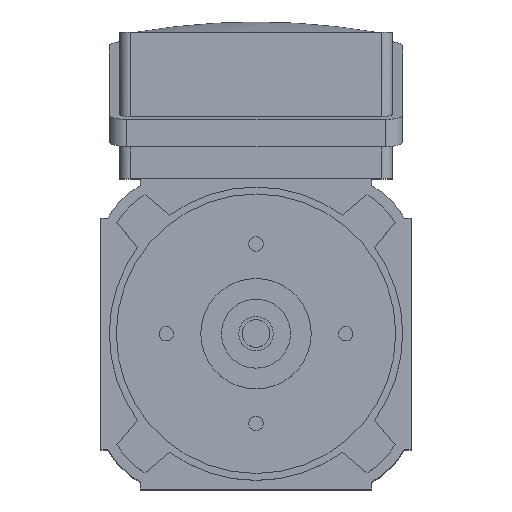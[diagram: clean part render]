
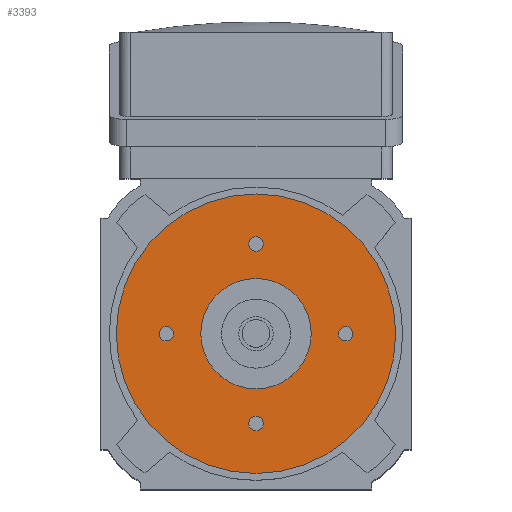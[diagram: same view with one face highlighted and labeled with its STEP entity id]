
A CAD part, top view. The second image highlights one B-rep face of the part: STEP entity #3393.
In plain terms, the highlighted planar face has unit normal (0, 0, 1).
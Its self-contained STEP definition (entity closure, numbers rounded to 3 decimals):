
#3 = CIRCLE ( 'NONE', #3557, 2.1 ) ;
#136 = AXIS2_PLACEMENT_3D ( 'NONE', #2963, #2533, #370 ) ;
#202 = EDGE_CURVE ( 'NONE', #4042, #3946, #1571, .T. ) ;
#224 = EDGE_CURVE ( 'NONE', #5553, #3909, #5463, .T. ) ;
#320 = CIRCLE ( 'NONE', #2499, 40.5 ) ;
#345 = ORIENTED_EDGE ( 'NONE', *, *, #2524, .F. ) ;
#370 = DIRECTION ( 'NONE',  ( 1., 0., 0. ) ) ;
#377 = DIRECTION ( 'NONE',  ( 0., 0., 1. ) ) ;
#402 = ORIENTED_EDGE ( 'NONE', *, *, #202, .F. ) ;
#422 = AXIS2_PLACEMENT_3D ( 'NONE', #1673, #377, #2116 ) ;
#433 = EDGE_CURVE ( 'NONE', #2029, #3079, #3000, .T. ) ;
#457 = VERTEX_POINT ( 'NONE', #3774 ) ;
#505 = DIRECTION ( 'NONE',  ( 1., 0., 0. ) ) ;
#506 = CIRCLE ( 'NONE', #1971, 2.1 ) ;
#587 = CIRCLE ( 'NONE', #3780, 2.1 ) ;
#615 = ORIENTED_EDGE ( 'NONE', *, *, #4916, .T. ) ;
#647 = EDGE_LOOP ( 'NONE', ( #4798, #1492 ) ) ;
#676 = VERTEX_POINT ( 'NONE', #1857 ) ;
#686 = DIRECTION ( 'NONE',  ( 0., 0., 1. ) ) ;
#702 = CARTESIAN_POINT ( 'NONE',  ( 0., 0., 0. ) ) ;
#739 = EDGE_LOOP ( 'NONE', ( #3939, #345 ) ) ;
#753 = CARTESIAN_POINT ( 'NONE',  ( 0., 26., 0. ) ) ;
#754 = DIRECTION ( 'NONE',  ( 1., 0., 0. ) ) ;
#755 = DIRECTION ( 'NONE',  ( 1., 0., 0. ) ) ;
#822 = DIRECTION ( 'NONE',  ( 0., 0., 1. ) ) ;
#857 = CARTESIAN_POINT ( 'NONE',  ( 0., 0., 0. ) ) ;
#935 = VERTEX_POINT ( 'NONE', #2380 ) ;
#937 = CIRCLE ( 'NONE', #1671, 16. ) ;
#1038 = EDGE_CURVE ( 'NONE', #3079, #2029, #3, .T. ) ;
#1200 = FACE_BOUND ( 'NONE', #4536, .T. ) ;
#1263 = DIRECTION ( 'NONE',  ( 0., 0., 1. ) ) ;
#1350 = CARTESIAN_POINT ( 'NONE',  ( 2.1, 26., 0. ) ) ;
#1397 = CARTESIAN_POINT ( 'NONE',  ( -26., 0., 0. ) ) ;
#1468 = CARTESIAN_POINT ( 'NONE',  ( -28.1, 0., 0. ) ) ;
#1492 = ORIENTED_EDGE ( 'NONE', *, *, #4560, .F. ) ;
#1526 = ORIENTED_EDGE ( 'NONE', *, *, #3040, .T. ) ;
#1536 = CARTESIAN_POINT ( 'NONE',  ( 26., 0., 0. ) ) ;
#1558 = CARTESIAN_POINT ( 'NONE',  ( 0., -26., 0. ) ) ;
#1565 = DIRECTION ( 'NONE',  ( 1., 0., 0. ) ) ;
#1571 = CIRCLE ( 'NONE', #2296, 2.1 ) ;
#1630 = FACE_BOUND ( 'NONE', #647, .T. ) ;
#1671 = AXIS2_PLACEMENT_3D ( 'NONE', #702, #2437, #3358 ) ;
#1673 = CARTESIAN_POINT ( 'NONE',  ( 0., 0., 0. ) ) ;
#1720 = DIRECTION ( 'NONE',  ( 0., 0., 1. ) ) ;
#1819 = CARTESIAN_POINT ( 'NONE',  ( 0., 0., 0. ) ) ;
#1857 = CARTESIAN_POINT ( 'NONE',  ( 40.5, 0., 0. ) ) ;
#1895 = VERTEX_POINT ( 'NONE', #5215 ) ;
#1924 = CARTESIAN_POINT ( 'NONE',  ( -23.9, 0., 0. ) ) ;
#1935 = EDGE_LOOP ( 'NONE', ( #2480, #402 ) ) ;
#1971 = AXIS2_PLACEMENT_3D ( 'NONE', #4303, #1263, #5122 ) ;
#2010 = DIRECTION ( 'NONE',  ( 1., 0., 0. ) ) ;
#2029 = VERTEX_POINT ( 'NONE', #2788 ) ;
#2049 = CARTESIAN_POINT ( 'NONE',  ( 0., 0., 0. ) ) ;
#2116 = DIRECTION ( 'NONE',  ( 1., 0., 0. ) ) ;
#2124 = DIRECTION ( 'NONE',  ( 1., 0., 0. ) ) ;
#2241 = CIRCLE ( 'NONE', #422, 40.5 ) ;
#2296 = AXIS2_PLACEMENT_3D ( 'NONE', #1397, #2852, #505 ) ;
#2380 = CARTESIAN_POINT ( 'NONE',  ( -40.5, 0., 0. ) ) ;
#2437 = DIRECTION ( 'NONE',  ( 0., 0., 1. ) ) ;
#2480 = ORIENTED_EDGE ( 'NONE', *, *, #5029, .F. ) ;
#2499 = AXIS2_PLACEMENT_3D ( 'NONE', #2049, #2867, #5086 ) ;
#2502 = FACE_BOUND ( 'NONE', #739, .T. ) ;
#2524 = EDGE_CURVE ( 'NONE', #3256, #457, #937, .T. ) ;
#2533 = DIRECTION ( 'NONE',  ( 0., 0., 1. ) ) ;
#2657 = ORIENTED_EDGE ( 'NONE', *, *, #433, .F. ) ;
#2683 = EDGE_CURVE ( 'NONE', #1895, #4988, #3023, .T. ) ;
#2746 = AXIS2_PLACEMENT_3D ( 'NONE', #1558, #686, #2010 ) ;
#2788 = CARTESIAN_POINT ( 'NONE',  ( -2.1, 26., 0. ) ) ;
#2852 = DIRECTION ( 'NONE',  ( 0., 0., 1. ) ) ;
#2859 = DIRECTION ( 'NONE',  ( 0., 0., 1. ) ) ;
#2867 = DIRECTION ( 'NONE',  ( 0., 0., 1. ) ) ;
#2885 = DIRECTION ( 'NONE',  ( 0., 0., 1. ) ) ;
#2953 = EDGE_CURVE ( 'NONE', #4988, #1895, #506, .T. ) ;
#2963 = CARTESIAN_POINT ( 'NONE',  ( 0., -26., 0. ) ) ;
#3000 = CIRCLE ( 'NONE', #3461, 2.1 ) ;
#3023 = CIRCLE ( 'NONE', #3663, 2.1 ) ;
#3040 = EDGE_CURVE ( 'NONE', #935, #676, #2241, .T. ) ;
#3079 = VERTEX_POINT ( 'NONE', #1350 ) ;
#3122 = DIRECTION ( 'NONE',  ( 1., 0., 0. ) ) ;
#3159 = AXIS2_PLACEMENT_3D ( 'NONE', #1819, #822, #3122 ) ;
#3256 = VERTEX_POINT ( 'NONE', #4518 ) ;
#3317 = CARTESIAN_POINT ( 'NONE',  ( 0., 26., 0. ) ) ;
#3358 = DIRECTION ( 'NONE',  ( 1., 0., 0. ) ) ;
#3393 = ADVANCED_FACE ( 'NONE', ( #3792, #5513, #1630, #1200, #4664, #2502 ), #5283, .T. ) ;
#3461 = AXIS2_PLACEMENT_3D ( 'NONE', #753, #2885, #2124 ) ;
#3557 = AXIS2_PLACEMENT_3D ( 'NONE', #3317, #5048, #755 ) ;
#3663 = AXIS2_PLACEMENT_3D ( 'NONE', #1536, #2859, #1565 ) ;
#3730 = ORIENTED_EDGE ( 'NONE', *, *, #1038, .F. ) ;
#3774 = CARTESIAN_POINT ( 'NONE',  ( -16., 0., 0. ) ) ;
#3780 = AXIS2_PLACEMENT_3D ( 'NONE', #4681, #4654, #754 ) ;
#3792 = FACE_BOUND ( 'NONE', #4290, .T. ) ;
#3855 = EDGE_CURVE ( 'NONE', #457, #3256, #4968, .T. ) ;
#3868 = CIRCLE ( 'NONE', #136, 2.1 ) ;
#3909 = VERTEX_POINT ( 'NONE', #4749 ) ;
#3939 = ORIENTED_EDGE ( 'NONE', *, *, #3855, .F. ) ;
#3946 = VERTEX_POINT ( 'NONE', #1924 ) ;
#4042 = VERTEX_POINT ( 'NONE', #1468 ) ;
#4083 = ORIENTED_EDGE ( 'NONE', *, *, #2953, .F. ) ;
#4290 = EDGE_LOOP ( 'NONE', ( #3730, #2657 ) ) ;
#4294 = CARTESIAN_POINT ( 'NONE',  ( 28.1, 0., 0. ) ) ;
#4303 = CARTESIAN_POINT ( 'NONE',  ( 26., 0., 0. ) ) ;
#4423 = AXIS2_PLACEMENT_3D ( 'NONE', #857, #1720, #4724 ) ;
#4518 = CARTESIAN_POINT ( 'NONE',  ( 16., 0., 0. ) ) ;
#4536 = EDGE_LOOP ( 'NONE', ( #4083, #5021 ) ) ;
#4560 = EDGE_CURVE ( 'NONE', #3909, #5553, #3868, .T. ) ;
#4654 = DIRECTION ( 'NONE',  ( 0., 0., 1. ) ) ;
#4664 = FACE_OUTER_BOUND ( 'NONE', #5286, .T. ) ;
#4681 = CARTESIAN_POINT ( 'NONE',  ( -26., 0., 0. ) ) ;
#4724 = DIRECTION ( 'NONE',  ( 1., 0., 0. ) ) ;
#4749 = CARTESIAN_POINT ( 'NONE',  ( -2.1, -26., 0. ) ) ;
#4798 = ORIENTED_EDGE ( 'NONE', *, *, #224, .F. ) ;
#4916 = EDGE_CURVE ( 'NONE', #676, #935, #320, .T. ) ;
#4968 = CIRCLE ( 'NONE', #3159, 16. ) ;
#4988 = VERTEX_POINT ( 'NONE', #4294 ) ;
#5021 = ORIENTED_EDGE ( 'NONE', *, *, #2683, .F. ) ;
#5029 = EDGE_CURVE ( 'NONE', #3946, #4042, #587, .T. ) ;
#5048 = DIRECTION ( 'NONE',  ( 0., 0., 1. ) ) ;
#5086 = DIRECTION ( 'NONE',  ( 1., 0., 0. ) ) ;
#5122 = DIRECTION ( 'NONE',  ( 1., 0., 0. ) ) ;
#5215 = CARTESIAN_POINT ( 'NONE',  ( 23.9, 0., 0. ) ) ;
#5239 = CARTESIAN_POINT ( 'NONE',  ( 2.1, -26., 0. ) ) ;
#5283 = PLANE ( 'NONE',  #4423 ) ;
#5286 = EDGE_LOOP ( 'NONE', ( #615, #1526 ) ) ;
#5463 = CIRCLE ( 'NONE', #2746, 2.1 ) ;
#5513 = FACE_BOUND ( 'NONE', #1935, .T. ) ;
#5553 = VERTEX_POINT ( 'NONE', #5239 ) ;
